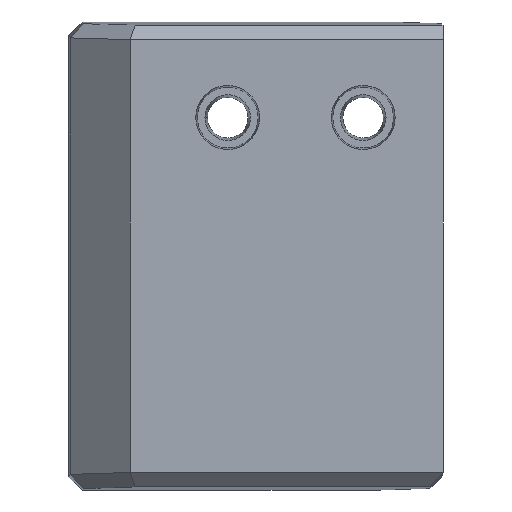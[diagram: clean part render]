
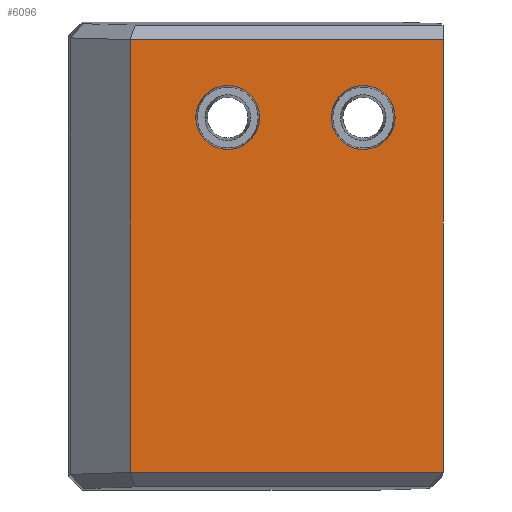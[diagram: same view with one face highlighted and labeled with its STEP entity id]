
A CAD part, top view. The second image highlights one B-rep face of the part: STEP entity #6096.
In plain terms, the highlighted planar face has unit normal (0, 0, 1).
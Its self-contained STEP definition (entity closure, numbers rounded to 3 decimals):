
#45 = VERTEX_POINT ( 'NONE', #1152 ) ;
#92 = ORIENTED_EDGE ( 'NONE', *, *, #1339, .F. ) ;
#361 = CARTESIAN_POINT ( 'NONE',  ( -46.27, -2.074, 16.5 ) ) ;
#404 = EDGE_CURVE ( 'NONE', #4458, #6631, #4296, .T. ) ;
#566 = AXIS2_PLACEMENT_3D ( 'NONE', #5865, #1423, #4782 ) ;
#680 = AXIS2_PLACEMENT_3D ( 'NONE', #6354, #5722, #7172 ) ;
#702 = ORIENTED_EDGE ( 'NONE', *, *, #6818, .T. ) ;
#854 = CARTESIAN_POINT ( 'NONE',  ( -11.85, -13.55, 16.5 ) ) ;
#1014 = DIRECTION ( 'NONE',  ( 0., 0., 1. ) ) ;
#1065 = CARTESIAN_POINT ( 'NONE',  ( -27.14, -13.55, 16.5 ) ) ;
#1152 = CARTESIAN_POINT ( 'NONE',  ( -36.56, -13.55, 16.5 ) ) ;
#1237 = CARTESIAN_POINT ( 'NONE',  ( -7.14, -13.55, 16.5 ) ) ;
#1339 = EDGE_CURVE ( 'NONE', #3235, #9368, #7193, .T. ) ;
#1359 = ORIENTED_EDGE ( 'NONE', *, *, #5394, .T. ) ;
#1423 = DIRECTION ( 'NONE',  ( 0., 0., 1. ) ) ;
#1569 = VERTEX_POINT ( 'NONE', #361 ) ;
#1577 = PLANE ( 'NONE',  #566 ) ;
#1837 = CARTESIAN_POINT ( 'NONE',  ( 0., -65.926, 16.5 ) ) ;
#1866 = CARTESIAN_POINT ( 'NONE',  ( 0., -68., 16.5 ) ) ;
#2025 = DIRECTION ( 'NONE',  ( 0., 0., 1. ) ) ;
#2147 = VECTOR ( 'NONE', #10461, 1000. ) ;
#2519 = AXIS2_PLACEMENT_3D ( 'NONE', #8616, #4340, #2749 ) ;
#2749 = DIRECTION ( 'NONE',  ( 1., 0., 0. ) ) ;
#3146 = CIRCLE ( 'NONE', #680, 4.71 ) ;
#3173 = DIRECTION ( 'NONE',  ( 0., -1., 0. ) ) ;
#3235 = VERTEX_POINT ( 'NONE', #1237 ) ;
#3682 = DIRECTION ( 'NONE',  ( 1., 0., 0. ) ) ;
#3714 = CARTESIAN_POINT ( 'NONE',  ( -46.27, -2.074, 16.5 ) ) ;
#4198 = VECTOR ( 'NONE', #6085, 1000. ) ;
#4296 = LINE ( 'NONE', #1866, #4198 ) ;
#4340 = DIRECTION ( 'NONE',  ( 0., 0., 1. ) ) ;
#4458 = VERTEX_POINT ( 'NONE', #1837 ) ;
#4559 = CARTESIAN_POINT ( 'NONE',  ( -11.85, -13.55, 16.5 ) ) ;
#4782 = DIRECTION ( 'NONE',  ( 1., 0., 0. ) ) ;
#4972 = CARTESIAN_POINT ( 'NONE',  ( -46.27, 0.001, 16.5 ) ) ;
#4999 = DIRECTION ( 'NONE',  ( 1., 0., 0. ) ) ;
#5026 = DIRECTION ( 'NONE',  ( 1., 0., 0. ) ) ;
#5394 = EDGE_CURVE ( 'NONE', #6631, #1569, #7764, .T. ) ;
#5491 = ORIENTED_EDGE ( 'NONE', *, *, #7236, .F. ) ;
#5722 = DIRECTION ( 'NONE',  ( 0., 0., 1. ) ) ;
#5745 = FACE_OUTER_BOUND ( 'NONE', #8615, .T. ) ;
#5792 = ORIENTED_EDGE ( 'NONE', *, *, #7369, .F. ) ;
#5865 = CARTESIAN_POINT ( 'NONE',  ( 0., 0., 16.5 ) ) ;
#6085 = DIRECTION ( 'NONE',  ( 0., 1., 0. ) ) ;
#6096 = ADVANCED_FACE ( 'NONE', ( #10053, #6475, #5745 ), #1577, .T. ) ;
#6210 = EDGE_LOOP ( 'NONE', ( #5491, #9942 ) ) ;
#6354 = CARTESIAN_POINT ( 'NONE',  ( -31.85, -13.55, 16.5 ) ) ;
#6475 = FACE_BOUND ( 'NONE', #10451, .T. ) ;
#6542 = VECTOR ( 'NONE', #4999, 1000. ) ;
#6547 = CIRCLE ( 'NONE', #10413, 4.71 ) ;
#6555 = CARTESIAN_POINT ( 'NONE',  ( -46.27, -65.926, 16.5 ) ) ;
#6631 = VERTEX_POINT ( 'NONE', #7660 ) ;
#6722 = CIRCLE ( 'NONE', #2519, 4.71 ) ;
#6764 = CARTESIAN_POINT ( 'NONE',  ( 0., -65.926, 16.5 ) ) ;
#6818 = EDGE_CURVE ( 'NONE', #7779, #4458, #8351, .T. ) ;
#7172 = DIRECTION ( 'NONE',  ( 1., 0., 0. ) ) ;
#7193 = CIRCLE ( 'NONE', #9653, 4.71 ) ;
#7236 = EDGE_CURVE ( 'NONE', #10435, #45, #6722, .T. ) ;
#7281 = LINE ( 'NONE', #4972, #9888 ) ;
#7369 = EDGE_CURVE ( 'NONE', #9368, #3235, #6547, .T. ) ;
#7452 = EDGE_CURVE ( 'NONE', #1569, #7779, #7281, .T. ) ;
#7660 = CARTESIAN_POINT ( 'NONE',  ( 0., -2.074, 16.5 ) ) ;
#7764 = LINE ( 'NONE', #3714, #2147 ) ;
#7779 = VERTEX_POINT ( 'NONE', #6555 ) ;
#8351 = LINE ( 'NONE', #6764, #6542 ) ;
#8403 = ORIENTED_EDGE ( 'NONE', *, *, #404, .T. ) ;
#8436 = ORIENTED_EDGE ( 'NONE', *, *, #7452, .T. ) ;
#8615 = EDGE_LOOP ( 'NONE', ( #8403, #1359, #8436, #702 ) ) ;
#8616 = CARTESIAN_POINT ( 'NONE',  ( -31.85, -13.55, 16.5 ) ) ;
#9368 = VERTEX_POINT ( 'NONE', #10297 ) ;
#9653 = AXIS2_PLACEMENT_3D ( 'NONE', #854, #1014, #5026 ) ;
#9888 = VECTOR ( 'NONE', #3173, 1000. ) ;
#9942 = ORIENTED_EDGE ( 'NONE', *, *, #10176, .F. ) ;
#10053 = FACE_BOUND ( 'NONE', #6210, .T. ) ;
#10176 = EDGE_CURVE ( 'NONE', #45, #10435, #3146, .T. ) ;
#10297 = CARTESIAN_POINT ( 'NONE',  ( -16.56, -13.55, 16.5 ) ) ;
#10413 = AXIS2_PLACEMENT_3D ( 'NONE', #4559, #2025, #3682 ) ;
#10435 = VERTEX_POINT ( 'NONE', #1065 ) ;
#10451 = EDGE_LOOP ( 'NONE', ( #92, #5792 ) ) ;
#10461 = DIRECTION ( 'NONE',  ( -1., 0., 0. ) ) ;
